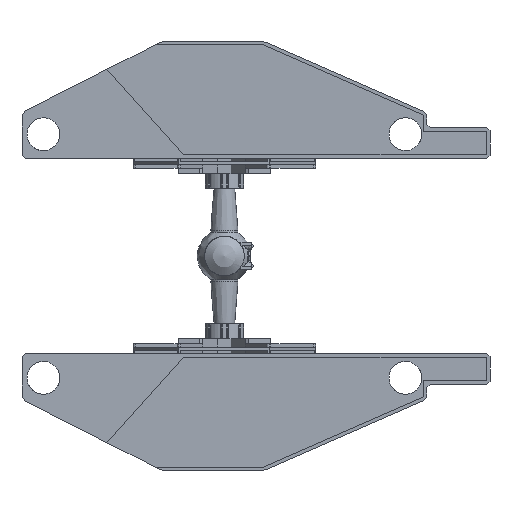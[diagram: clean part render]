
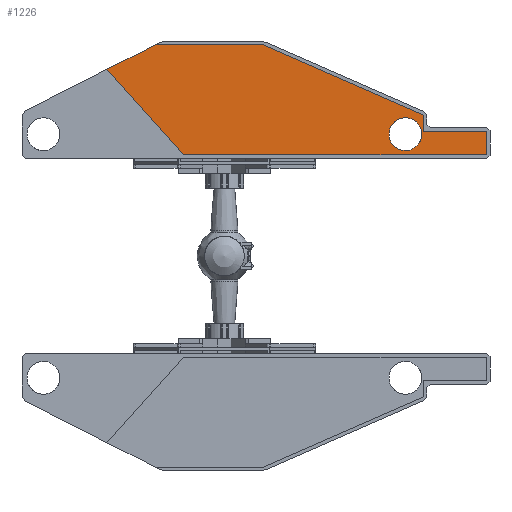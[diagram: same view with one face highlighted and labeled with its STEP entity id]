
A CAD part, front view. The second image highlights one B-rep face of the part: STEP entity #1226.
In plain terms, the highlighted free-form (B-spline) face has degree [1, 1] with [2, 2] control points.
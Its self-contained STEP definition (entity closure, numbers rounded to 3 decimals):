
#372 = VERTEX_POINT('',#373);
#373 = CARTESIAN_POINT('',(-139.409,-3.793,
    221.387));
#378 = EDGE_CURVE('',#372,#379,#381,.T.);
#379 = VERTEX_POINT('',#380);
#380 = CARTESIAN_POINT('',(-82.329,-3.793,
    250.464));
#381 = B_SPLINE_CURVE_WITH_KNOTS('',1,(#382,#383),.UNSPECIFIED.,.F.,.F.,
  (2,2),(-58.381,-7.711),.PIECEWISE_BEZIER_KNOTS.);
#382 = CARTESIAN_POINT('',(-139.409,-3.793,
    221.387));
#383 = CARTESIAN_POINT('',(-82.329,-3.793,
    250.464));
#931 = EDGE_CURVE('',#372,#932,#934,.T.);
#932 = VERTEX_POINT('',#933);
#933 = CARTESIAN_POINT('',(-48.586,-3.793,
    120.104));
#934 = B_SPLINE_CURVE_WITH_KNOTS('',1,(#935,#936),.UNSPECIFIED.,.F.,.F.,
  (2,2),(-111.13,-3.523),.PIECEWISE_BEZIER_KNOTS.);
#935 = CARTESIAN_POINT('',(-139.409,-3.793,
    221.387));
#936 = CARTESIAN_POINT('',(-48.586,-3.793,
    120.104));
#953 = EDGE_CURVE('',#932,#954,#956,.T.);
#954 = VERTEX_POINT('',#955);
#955 = CARTESIAN_POINT('',(310.674,-3.793,
    120.104));
#956 = B_SPLINE_CURVE_WITH_KNOTS('',1,(#957,#958),.UNSPECIFIED.,.F.,.F.,
  (2,2),(-176.108,108.06),.PIECEWISE_BEZIER_KNOTS.);
#957 = CARTESIAN_POINT('',(-48.586,-3.793,
    120.104));
#958 = CARTESIAN_POINT('',(310.674,-3.793,
    120.104));
#975 = EDGE_CURVE('',#954,#976,#978,.T.);
#976 = VERTEX_POINT('',#977);
#977 = CARTESIAN_POINT('',(310.674,-3.793,
    148.107));
#978 = B_SPLINE_CURVE_WITH_KNOTS('',1,(#979,#980),.UNSPECIFIED.,.F.,.F.,
  (2,2),(-36.853,-14.703),.PIECEWISE_BEZIER_KNOTS.);
#979 = CARTESIAN_POINT('',(310.674,-3.793,
    120.104));
#980 = CARTESIAN_POINT('',(310.674,-3.793,
    148.107));
#997 = EDGE_CURVE('',#976,#998,#1000,.T.);
#998 = VERTEX_POINT('',#999);
#999 = CARTESIAN_POINT('',(235.782,-3.793,
    148.107));
#1000 = B_SPLINE_CURVE_WITH_KNOTS('',1,(#1001,#1002),.UNSPECIFIED.,.F.,
  .F.,(2,2),(-137.679,-78.44),.PIECEWISE_BEZIER_KNOTS.);
#1001 = CARTESIAN_POINT('',(310.674,-3.793,
    148.107));
#1002 = CARTESIAN_POINT('',(235.782,-3.793,
    148.107));
#1019 = EDGE_CURVE('',#998,#1020,#1022,.T.);
#1020 = VERTEX_POINT('',#1021);
#1021 = CARTESIAN_POINT('',(235.782,-3.793,
    167.151));
#1022 = B_SPLINE_CURVE_WITH_KNOTS('',1,(#1023,#1024),.UNSPECIFIED.,.F.,
  .F.,(2,2),(-22.235,-7.171),.PIECEWISE_BEZIER_KNOTS.);
#1023 = CARTESIAN_POINT('',(235.782,-3.793,
    148.107));
#1024 = CARTESIAN_POINT('',(235.782,-3.793,
    167.151));
#1041 = EDGE_CURVE('',#1020,#1042,#1044,.T.);
#1042 = VERTEX_POINT('',#1043);
#1043 = CARTESIAN_POINT('',(45.849,-3.793,
    250.464));
#1044 = B_SPLINE_CURVE_WITH_KNOTS('',1,(#1045,#1046),.UNSPECIFIED.,.F.,
  .F.,(2,2),(-156.74,7.311),.PIECEWISE_BEZIER_KNOTS.);
#1045 = CARTESIAN_POINT('',(235.782,-3.793,
    167.151));
#1046 = CARTESIAN_POINT('',(45.849,-3.793,
    250.464));
#1063 = EDGE_CURVE('',#1042,#379,#1064,.T.);
#1064 = B_SPLINE_CURVE_WITH_KNOTS('',1,(#1065,#1066),.UNSPECIFIED.,.F.,
  .F.,(2,2),(-54.017,47.37),.PIECEWISE_BEZIER_KNOTS.);
#1065 = CARTESIAN_POINT('',(45.849,-3.793,
    250.464));
#1066 = CARTESIAN_POINT('',(-82.329,-3.793,
    250.464));
#1226 = ADVANCED_FACE('',(#1227,#1237),#1251,.T.);
#1227 = FACE_BOUND('',#1228,.T.);
#1228 = EDGE_LOOP('',(#1229,#1230,#1231,#1232,#1233,#1234,#1235,#1236));
#1229 = ORIENTED_EDGE('',*,*,#1063,.T.);
#1230 = ORIENTED_EDGE('',*,*,#378,.F.);
#1231 = ORIENTED_EDGE('',*,*,#931,.T.);
#1232 = ORIENTED_EDGE('',*,*,#953,.T.);
#1233 = ORIENTED_EDGE('',*,*,#975,.T.);
#1234 = ORIENTED_EDGE('',*,*,#997,.T.);
#1235 = ORIENTED_EDGE('',*,*,#1019,.T.);
#1236 = ORIENTED_EDGE('',*,*,#1041,.T.);
#1237 = FACE_BOUND('',#1238,.T.);
#1238 = EDGE_LOOP('',(#1239));
#1239 = ORIENTED_EDGE('',*,*,#1240,.F.);
#1240 = EDGE_CURVE('',#1241,#1241,#1243,.T.);
#1241 = VERTEX_POINT('',#1242);
#1242 = CARTESIAN_POINT('',(195.278,-3.793,
    144.504));
#1243 = ( BOUNDED_CURVE() B_SPLINE_CURVE(2,(#1244,#1245,#1246,#1247,
#1248,#1249,#1250),.UNSPECIFIED.,.T.,.F.) B_SPLINE_CURVE_WITH_KNOTS((3,2
    ,2,3),(3.142,5.236,7.33,9.425),
.PIECEWISE_BEZIER_KNOTS.) CURVE() GEOMETRIC_REPRESENTATION_ITEM() 
RATIONAL_B_SPLINE_CURVE((1.,0.5,1.,0.5,1.,0.5,1.)) REPRESENTATION_ITEM(
  '') );
#1244 = CARTESIAN_POINT('',(195.278,-3.793,
    144.504));
#1245 = CARTESIAN_POINT('',(195.278,-3.793,
    110.782));
#1246 = CARTESIAN_POINT('',(224.482,-3.793,
    127.643));
#1247 = CARTESIAN_POINT('',(253.686,-3.793,
    144.504));
#1248 = CARTESIAN_POINT('',(224.482,-3.793,
    161.365));
#1249 = CARTESIAN_POINT('',(195.278,-3.793,
    178.226));
#1250 = CARTESIAN_POINT('',(195.278,-3.793,
    144.504));
#1251 = B_SPLINE_SURFACE_WITH_KNOTS('',1,1,(
    (#1252,#1253)
    ,(#1254,#1255
    )),.UNSPECIFIED.,.F.,.F.,.F.,(2,2),(2,2),(-51.556,
    51.556),(-139.889,216.119),
  .PIECEWISE_BEZIER_KNOTS.);
#1252 = CARTESIAN_POINT('',(-139.409,-3.793,
    250.464));
#1253 = CARTESIAN_POINT('',(310.674,-3.793,
    250.464));
#1254 = CARTESIAN_POINT('',(-139.409,-3.793,
    120.104));
#1255 = CARTESIAN_POINT('',(310.674,-3.793,
    120.104));
